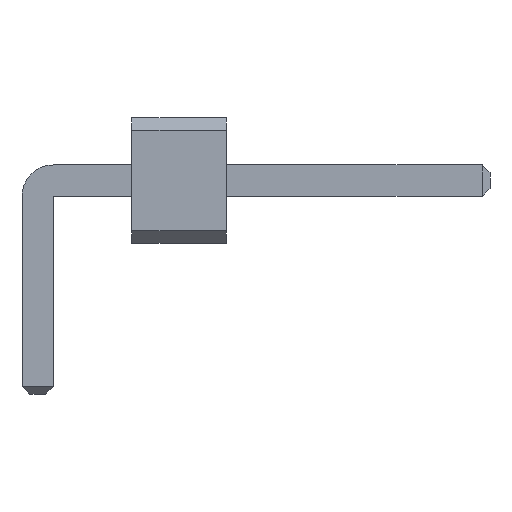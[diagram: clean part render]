
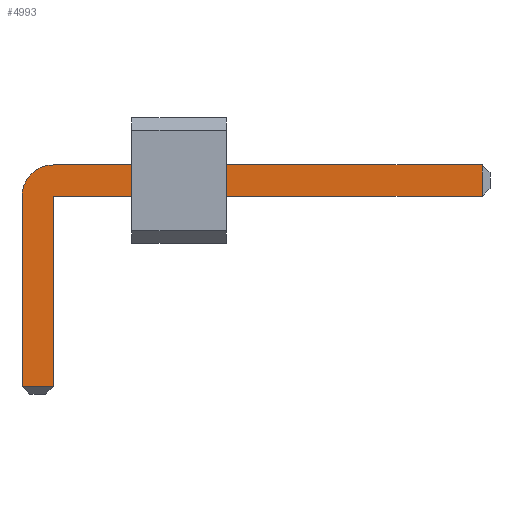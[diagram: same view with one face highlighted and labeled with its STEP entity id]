
A CAD part, front view. The second image highlights one B-rep face of the part: STEP entity #4993.
In plain terms, the highlighted planar face has unit normal (0, -1, 0).
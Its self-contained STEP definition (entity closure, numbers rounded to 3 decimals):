
#13=DIRECTION('',(0.,0.,1.));
#27=VECTOR('',#28,1.);
#28=DIRECTION('',(1.,0.,0.));
#2272=VECTOR('',#13,1.);
#2314=DIRECTION('',(0.,1.,0.));
#4807=VECTOR('',#4808,1.);
#4808=DIRECTION('',(0.,0.,-1.));
#4815=VECTOR('',#4816,1.);
#4816=DIRECTION('',(-1.,0.,0.));
#4837=DIRECTION('',(-0.,1.,0.));
#4847=VERTEX_POINT('',#4848);
#4848=CARTESIAN_POINT('',(0.25,-76.25,1.25));
#4850=ORIENTED_EDGE('',*,*,#4851,.T.);
#4851=EDGE_CURVE('',#4847,#4852,#4854,.T.);
#4852=VERTEX_POINT('',#4853);
#4853=CARTESIAN_POINT('',(7.075,-76.25,1.25));
#4854=LINE('',#4855,#27);
#4855=CARTESIAN_POINT('',(-0.25,-76.25,1.25));
#4891=EDGE_CURVE('',#4892,#4847,#4894,.T.);
#4892=VERTEX_POINT('',#4893);
#4893=CARTESIAN_POINT('',(-0.25,-76.25,0.75));
#4894=CIRCLE('',#4895,0.5);
#4895=AXIS2_PLACEMENT_3D('',#4896,#4837,#4808);
#4896=CARTESIAN_POINT('',(0.25,-76.25,0.75));
#4908=VERTEX_POINT('',#4909);
#4909=CARTESIAN_POINT('',(7.075,-76.25,0.75));
#4911=ORIENTED_EDGE('',*,*,#4912,.T.);
#4912=EDGE_CURVE('',#4908,#4913,#4914,.T.);
#4913=VERTEX_POINT('',#4896);
#4914=LINE('',#4915,#4815);
#4915=CARTESIAN_POINT('',(7.2,-76.25,0.75));
#4927=VERTEX_POINT('',#4928);
#4928=CARTESIAN_POINT('',(-0.25,-76.25,-2.275));
#4930=ORIENTED_EDGE('',*,*,#4931,.T.);
#4931=EDGE_CURVE('',#4927,#4892,#4932,.T.);
#4932=LINE('',#4933,#2272);
#4933=CARTESIAN_POINT('',(-0.25,-76.25,-2.4));
#4941=ORIENTED_EDGE('',*,*,#4942,.T.);
#4942=EDGE_CURVE('',#4913,#4943,#4945,.T.);
#4943=VERTEX_POINT('',#4944);
#4944=CARTESIAN_POINT('',(0.25,-76.25,-2.275));
#4945=LINE('',#4896,#4807);
#4993=ADVANCED_FACE('',(#4994),#5003,.F.);
#4994=FACE_BOUND('',#4995,.F.);
#4995=EDGE_LOOP('',(#4850,#4996,#4911,#4941,#4999,#4930,#5002));
#4996=ORIENTED_EDGE('',*,*,#4997,.T.);
#4997=EDGE_CURVE('',#4852,#4908,#4998,.T.);
#4998=LINE('',#4853,#4807);
#4999=ORIENTED_EDGE('',*,*,#5000,.T.);
#5000=EDGE_CURVE('',#4943,#4927,#5001,.T.);
#5001=LINE('',#4944,#4815);
#5002=ORIENTED_EDGE('',*,*,#4891,.T.);
#5003=PLANE('',#5004);
#5004=AXIS2_PLACEMENT_3D('',#5005,#2314,#13);
#5005=CARTESIAN_POINT('',(2.489,-76.25,0.411));
